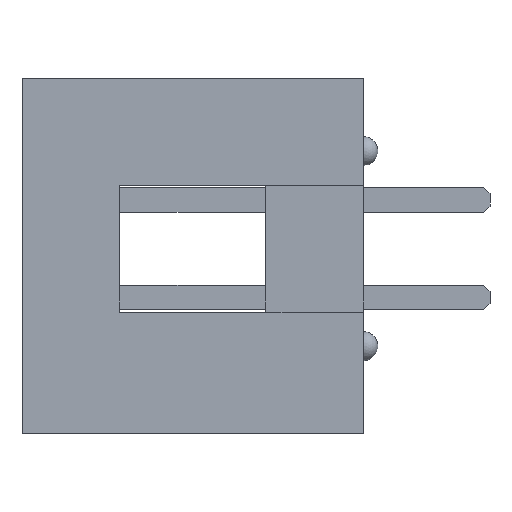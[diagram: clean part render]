
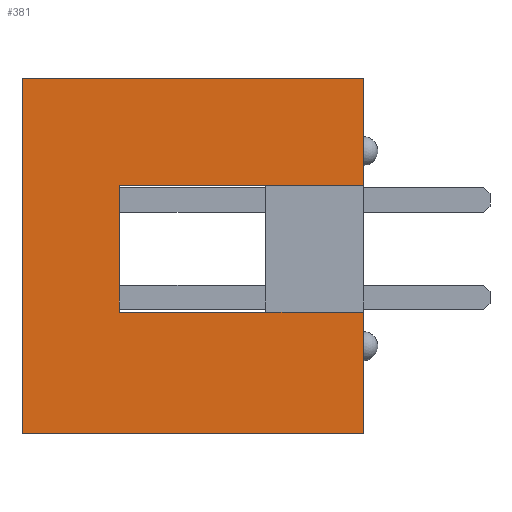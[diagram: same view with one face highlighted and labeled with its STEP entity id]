
A CAD part, left-side view. The second image highlights one B-rep face of the part: STEP entity #381.
In plain terms, the highlighted planar face has unit normal (-1, 0, 0).
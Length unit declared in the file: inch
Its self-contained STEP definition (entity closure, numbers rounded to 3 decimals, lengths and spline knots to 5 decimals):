
#381 = ADVANCED_FACE( '', ( #828 ), #829, .F. );
#828 = FACE_OUTER_BOUND( '', #1360, .T. );
#829 = PLANE( '', #1361 );
#1360 = EDGE_LOOP( '', ( #2244, #2245, #2246, #2247, #2248, #2249, #2250, #2251 ) );
#1361 = AXIS2_PLACEMENT_3D( '', #2252, #2253, #2254 );
#2244 = ORIENTED_EDGE( '', *, *, #3598, .F. );
#2245 = ORIENTED_EDGE( '', *, *, #3357, .F. );
#2246 = ORIENTED_EDGE( '', *, *, #3667, .F. );
#2247 = ORIENTED_EDGE( '', *, *, #3668, .F. );
#2248 = ORIENTED_EDGE( '', *, *, #3366, .T. );
#2249 = ORIENTED_EDGE( '', *, *, #3549, .T. );
#2250 = ORIENTED_EDGE( '', *, *, #3669, .F. );
#2251 = ORIENTED_EDGE( '', *, *, #3670, .F. );
#2252 = CARTESIAN_POINT( '', ( -0.325, 0., 0. ) );
#2253 = DIRECTION( '', ( 1., 0., 0. ) );
#2254 = DIRECTION( '', ( 0., 0., -1. ) );
#3357 = EDGE_CURVE( '', #4026, #4028, #4029, .T. );
#3366 = EDGE_CURVE( '', #4035, #4040, #4042, .T. );
#3549 = EDGE_CURVE( '', #4040, #4356, #4358, .T. );
#3598 = EDGE_CURVE( '', #4028, #4406, #4441, .T. );
#3667 = EDGE_CURVE( '', #4540, #4026, #4541, .T. );
#3668 = EDGE_CURVE( '', #4035, #4540, #4542, .T. );
#3669 = EDGE_CURVE( '', #4543, #4356, #4544, .T. );
#3670 = EDGE_CURVE( '', #4406, #4543, #4545, .T. );
#4026 = VERTEX_POINT( '', #5013 );
#4028 = VERTEX_POINT( '', #5016 );
#4029 = LINE( '', #5017, #5018 );
#4035 = VERTEX_POINT( '', #5025 );
#4040 = VERTEX_POINT( '', #5032 );
#4042 = LINE( '', #5035, #5036 );
#4356 = VERTEX_POINT( '', #5497 );
#4358 = LINE( '', #5500, #5501 );
#4406 = VERTEX_POINT( '', #5571 );
#4441 = LINE( '', #5625, #5626 );
#4540 = VERTEX_POINT( '', #5771 );
#4541 = LINE( '', #5772, #5773 );
#4542 = LINE( '', #5774, #5775 );
#4543 = VERTEX_POINT( '', #5776 );
#4544 = LINE( '', #5777, #5778 );
#4545 = LINE( '', #5779, #5780 );
#5013 = CARTESIAN_POINT( '', ( -0.325, 0., -0.19 ) );
#5016 = CARTESIAN_POINT( '', ( -0.325, 0.35, -0.19 ) );
#5017 = CARTESIAN_POINT( '', ( -0.325, 0., -0.19 ) );
#5018 = VECTOR( '', #6452, 39.37008 );
#5025 = CARTESIAN_POINT( '', ( -0.325, 0.25, -0.065 ) );
#5032 = CARTESIAN_POINT( '', ( -0.325, 0.25, 0.065 ) );
#5035 = CARTESIAN_POINT( '', ( -0.325, 0.25, 0. ) );
#5036 = VECTOR( '', #6460, 39.37008 );
#5497 = CARTESIAN_POINT( '', ( -0.325, 0., 0.065 ) );
#5500 = CARTESIAN_POINT( '', ( -0.325, 0.25, 0.065 ) );
#5501 = VECTOR( '', #6609, 39.37008 );
#5571 = CARTESIAN_POINT( '', ( -0.325, 0.35, 0.175 ) );
#5625 = CARTESIAN_POINT( '', ( -0.325, 0.35, -0.19 ) );
#5626 = VECTOR( '', #6651, 39.37008 );
#5771 = CARTESIAN_POINT( '', ( -0.325, 0., -0.065 ) );
#5772 = CARTESIAN_POINT( '', ( -0.325, 0., 0.175 ) );
#5773 = VECTOR( '', #6704, 39.37008 );
#5774 = CARTESIAN_POINT( '', ( -0.325, 0.25, -0.065 ) );
#5775 = VECTOR( '', #6705, 39.37008 );
#5776 = CARTESIAN_POINT( '', ( -0.325, 0., 0.175 ) );
#5777 = CARTESIAN_POINT( '', ( -0.325, 0., 0.175 ) );
#5778 = VECTOR( '', #6706, 39.37008 );
#5779 = CARTESIAN_POINT( '', ( -0.325, 0.35, 0.175 ) );
#5780 = VECTOR( '', #6707, 39.37008 );
#6452 = DIRECTION( '', ( 0., 1., 0. ) );
#6460 = DIRECTION( '', ( 0., 0., 1. ) );
#6609 = DIRECTION( '', ( 0., -1., 0. ) );
#6651 = DIRECTION( '', ( 0., 0., 1. ) );
#6704 = DIRECTION( '', ( 0., 0., -1. ) );
#6705 = DIRECTION( '', ( 0., -1., 0. ) );
#6706 = DIRECTION( '', ( 0., 0., -1. ) );
#6707 = DIRECTION( '', ( 0., -1., 0. ) );
